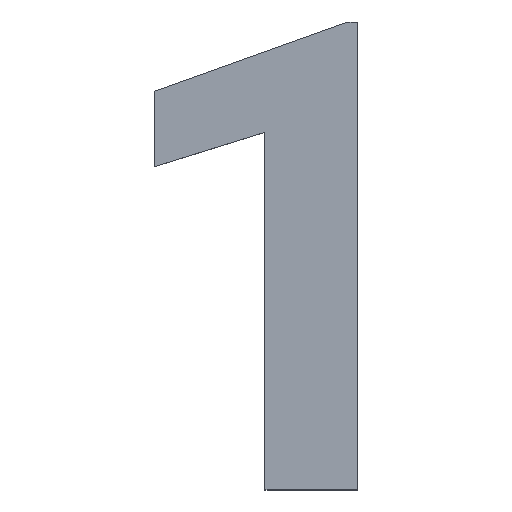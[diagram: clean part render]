
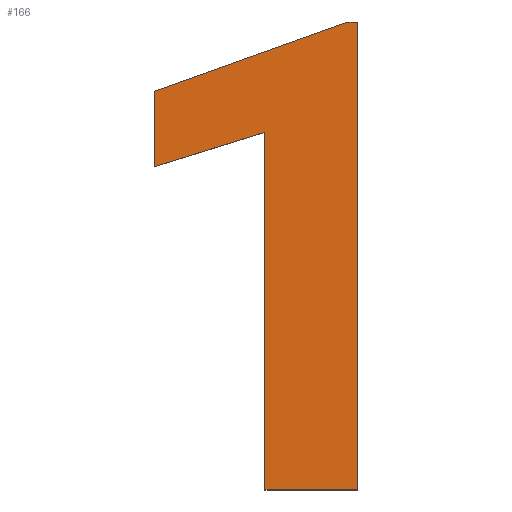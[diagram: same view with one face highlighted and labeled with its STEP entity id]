
A CAD part, top view. The second image highlights one B-rep face of the part: STEP entity #166.
In plain terms, the highlighted planar face has unit normal (0, 0, 1).
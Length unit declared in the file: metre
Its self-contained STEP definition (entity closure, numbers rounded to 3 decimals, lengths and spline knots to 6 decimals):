
#47=ORIENTED_EDGE('',*,*,#54,.F.);
#48=ORIENTED_EDGE('',*,*,#58,.F.);
#49=ORIENTED_EDGE('',*,*,#61,.F.);
#50=ORIENTED_EDGE('',*,*,#64,.F.);
#51=ORIENTED_EDGE('',*,*,#67,.F.);
#52=ORIENTED_EDGE('',*,*,#70,.F.);
#53=ORIENTED_EDGE('',*,*,#73,.F.);
#54=EDGE_CURVE('',#75,#76,#89,.T.);
#58=EDGE_CURVE('',#79,#75,#93,.T.);
#61=EDGE_CURVE('',#81,#79,#96,.T.);
#64=EDGE_CURVE('',#83,#81,#99,.T.);
#67=EDGE_CURVE('',#85,#83,#102,.T.);
#70=EDGE_CURVE('',#87,#85,#105,.T.);
#73=EDGE_CURVE('',#76,#87,#108,.T.);
#75=VERTEX_POINT('',#233);
#76=VERTEX_POINT('',#234);
#79=VERTEX_POINT('',#242);
#81=VERTEX_POINT('',#248);
#83=VERTEX_POINT('',#254);
#85=VERTEX_POINT('',#260);
#87=VERTEX_POINT('',#266);
#89=LINE('',#232,#110);
#93=LINE('',#241,#114);
#96=LINE('',#247,#117);
#99=LINE('',#253,#120);
#102=LINE('',#259,#123);
#105=LINE('',#265,#126);
#108=LINE('',#271,#129);
#110=VECTOR('',#193,1.);
#114=VECTOR('',#199,1.);
#117=VECTOR('',#204,1.);
#120=VECTOR('',#209,1.);
#123=VECTOR('',#214,1.);
#126=VECTOR('',#219,1.);
#129=VECTOR('',#224,1.);
#139=EDGE_LOOP('',(#47,#48,#49,#50,#51,#52,#53));
#148=FACE_BOUND('',#139,.T.);
#157=PLANE('',#188);
#166=ADVANCED_FACE('',(#148),#157,.T.);
#188=AXIS2_PLACEMENT_3D('',#274,#228,#229);
#193=DIRECTION('',(-1.,0.,0.));
#199=DIRECTION('',(0.,-1.,0.));
#204=DIRECTION('',(1.,0.,0.));
#209=DIRECTION('',(0.941,0.337,0.));
#214=DIRECTION('',(0.,1.,0.));
#219=DIRECTION('',(-0.955,-0.296,0.));
#224=DIRECTION('',(0.,1.,0.));
#228=DIRECTION('',(0.,0.,1.));
#229=DIRECTION('',(1.,0.,0.));
#232=CARTESIAN_POINT('',(0.006341,0.004798,0.0095));
#233=CARTESIAN_POINT('',(0.00689,0.004798,0.0095));
#234=CARTESIAN_POINT('',(0.005792,0.004798,0.0095));
#241=CARTESIAN_POINT('',(0.00689,0.007566,0.0095));
#242=CARTESIAN_POINT('',(0.00689,0.010335,0.0095));
#247=CARTESIAN_POINT('',(0.006831,0.010335,0.0095));
#248=CARTESIAN_POINT('',(0.006772,0.010335,0.0095));
#253=CARTESIAN_POINT('',(0.005627,0.009924,0.0095));
#254=CARTESIAN_POINT('',(0.004482,0.009514,0.0095));
#259=CARTESIAN_POINT('',(0.004482,0.009068,0.0095));
#260=CARTESIAN_POINT('',(0.004482,0.008622,0.0095));
#265=CARTESIAN_POINT('',(0.005137,0.008825,0.0095));
#266=CARTESIAN_POINT('',(0.005792,0.009028,0.0095));
#271=CARTESIAN_POINT('',(0.005792,0.006913,0.0095));
#274=CARTESIAN_POINT('',(0.104891,-0.015824,0.0095));
